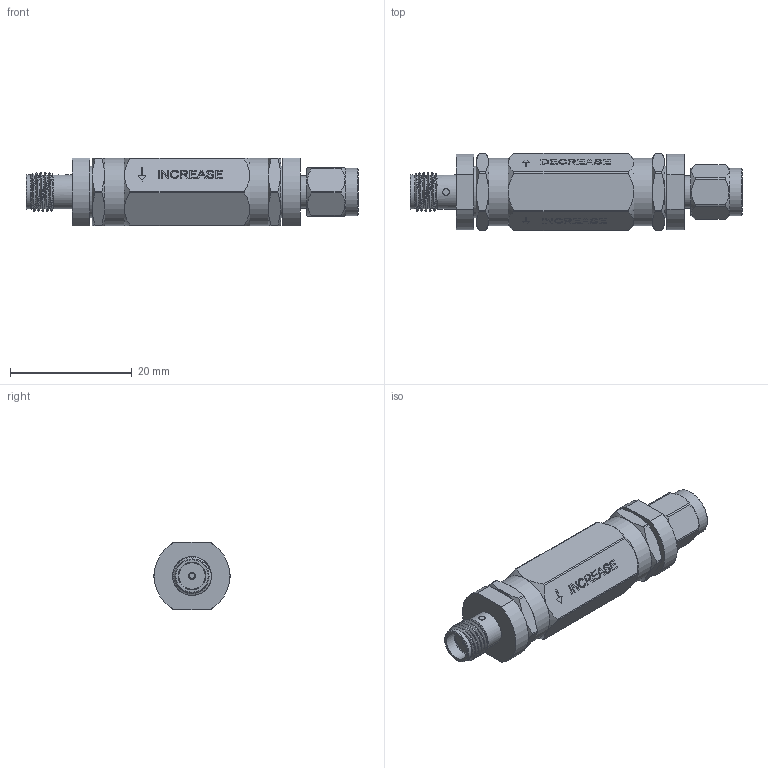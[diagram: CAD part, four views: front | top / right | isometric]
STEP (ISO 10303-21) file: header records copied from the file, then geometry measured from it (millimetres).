
FILE_DESCRIPTION (( 'STEP AP203' ), '1' );
FILE_NAME ('PE8203_3D.step', '2020-10-21T17:51:08', ( '' ), ( '' ), 'SwSTEP 2.0', 'SolidWorks 2018', '' );
FILE_SCHEMA (( 'CONFIG_CONTROL_DESIGN' ));
Length unit declared in the file: inch
Products named in the file (1): PE8203_3D
Bounding box: 54.51 x 12.69 x 11.11 mm (x, y, z)
Volume: 4467.6 mm3; surface area: 2560.7 mm2
Topology: 1 solids, 1 shells, 368 faces, 992 edges, 663 vertices
Faces by surface type: plane 221, bspline 79, cylinder 51, cone 16, torus 1
Full cylindrical faces by diameter (mm): 0.914 x1, 0.94 x1, 1.083 x1, 1.168 x1, 1.194 x1, 4.445 x1, 4.572 x1, 5.334 x1, 5.582 x2, 6.35 x6, 7.762 x1, 8.442 x1, 8.46 x1, 11.076 x2
Entity records: 18641 total; most frequent: CARTESIAN_POINT 10255, ORIENTED_EDGE 1882, DIRECTION 1364, EDGE_CURVE 941, VERTEX_POINT 647, LINE 590, VECTOR 590, EDGE_LOOP 428
